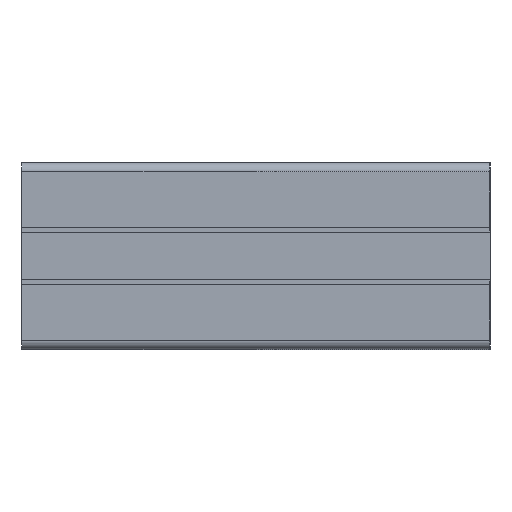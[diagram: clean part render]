
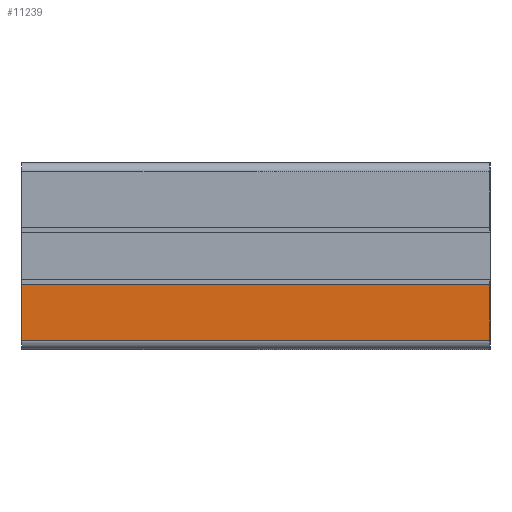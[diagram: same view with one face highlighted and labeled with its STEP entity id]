
A CAD part, left-side view. The second image highlights one B-rep face of the part: STEP entity #11239.
In plain terms, the highlighted planar face has unit normal (-1, 0, 0).
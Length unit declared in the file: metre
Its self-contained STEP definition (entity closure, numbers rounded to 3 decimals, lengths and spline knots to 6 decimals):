
#851=FACE_OUTER_BOUND('',#1409,.T.);
#1409=EDGE_LOOP('',(#8571,#8572,#8573,#8574));
#2523=LINE('',#17565,#3887);
#2524=LINE('',#17568,#3888);
#2525=LINE('',#17570,#3889);
#2526=LINE('',#17571,#3890);
#3887=VECTOR('',#14298,0.1);
#3888=VECTOR('',#14301,0.0119);
#3889=VECTOR('',#14302,0.0119);
#3890=VECTOR('',#14303,0.1);
#5075=VERTEX_POINT('',#17561);
#5076=VERTEX_POINT('',#17563);
#5077=VERTEX_POINT('',#17567);
#5078=VERTEX_POINT('',#17569);
#6545=EDGE_CURVE('',#5076,#5075,#2523,.T.);
#6546=EDGE_CURVE('',#5077,#5075,#2524,.T.);
#6547=EDGE_CURVE('',#5078,#5076,#2525,.T.);
#6548=EDGE_CURVE('',#5078,#5077,#2526,.T.);
#8571=ORIENTED_EDGE('',*,*,#6546,.T.);
#8572=ORIENTED_EDGE('',*,*,#6545,.F.);
#8573=ORIENTED_EDGE('',*,*,#6547,.F.);
#8574=ORIENTED_EDGE('',*,*,#6548,.T.);
#10742=PLANE('',#12002);
#11239=ADVANCED_FACE('',(#851),#10742,.F.);
#12002=AXIS2_PLACEMENT_3D('',#17566,#14299,#14300);
#14298=DIRECTION('',(0.,1.,0.));
#14299=DIRECTION('center_axis',(1.,0.,0.));
#14300=DIRECTION('ref_axis',(0.,0.,-1.));
#14301=DIRECTION('',(0.,0.,-1.));
#14302=DIRECTION('',(0.,0.,-1.));
#14303=DIRECTION('',(0.,1.,0.));
#17561=CARTESIAN_POINT('',(0.175388,0.126565,-0.018768));
#17563=CARTESIAN_POINT('',(0.175388,0.026565,-0.018768));
#17565=CARTESIAN_POINT('',(0.175388,0.026565,-0.018768));
#17566=CARTESIAN_POINT('Origin',(0.175388,-0.873435,-0.018768));
#17567=CARTESIAN_POINT('',(0.175388,0.126565,-0.006868));
#17568=CARTESIAN_POINT('',(0.175388,0.126565,-0.006868));
#17569=CARTESIAN_POINT('',(0.175388,0.026565,-0.006868));
#17570=CARTESIAN_POINT('',(0.175388,0.026565,-0.006868));
#17571=CARTESIAN_POINT('',(0.175388,0.026565,-0.006868));
